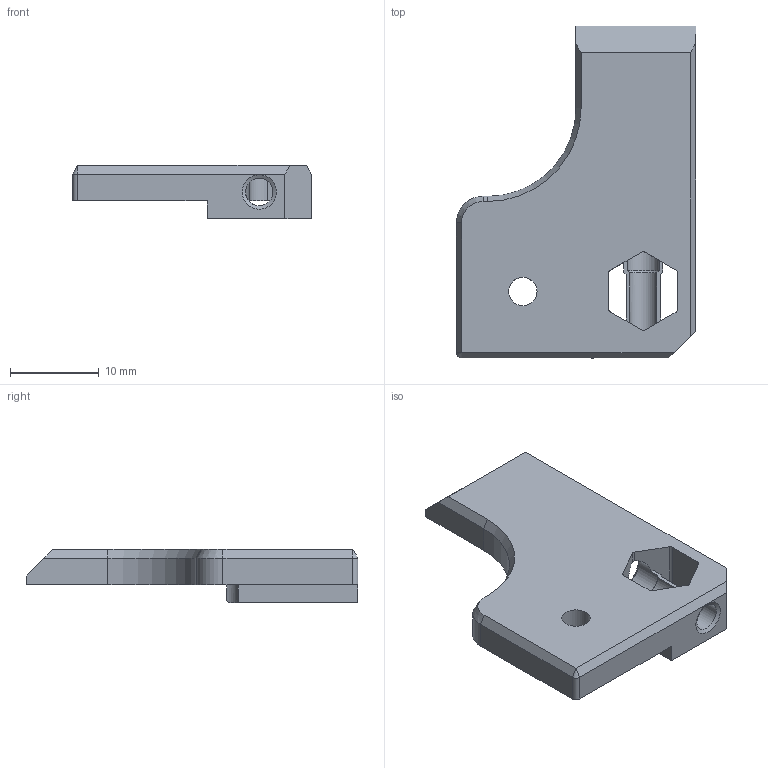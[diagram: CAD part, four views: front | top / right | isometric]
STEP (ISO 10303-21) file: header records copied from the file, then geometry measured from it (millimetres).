
FILE_DESCRIPTION(/* description */ (''),/* implementation_level */ '2;1');
FILE_NAME(/* name */ 'Hexy_Stealth_Thermistor_Mount.stp',/* time_stamp */ '2025-03-24T17:55:19+08:00',/* author */ (''),/* organization */ (''),/* preprocessor_version */ 'ST-DEVELOPER v19.4',/* originating_system */ 'SIEMENS PLM Software NX2306.3001',/* authorisation */ '');
FILE_SCHEMA (('AUTOMOTIVE_DESIGN { 1 0 10303 214 3 1 1 1 }'));
Length unit declared in the file: millimetre
Products named in the file (1): Hexy_Stealth_Thermistor_Mount_objects
Bounding box: 27 x 37.5 x 6 mm (x, y, z)
Volume: 2396.9 mm3; surface area: 2418.9 mm2
Topology: 1 solids, 1 shells, 78 faces, 223 edges, 140 vertices
Faces by surface type: plane 42, cylinder 22, cone 14
Full cylindrical faces by diameter (mm): 3.1 x1, 3.2 x1, 3.6 x1
Entity records: 2552 total; most frequent: CARTESIAN_POINT 469, ORIENTED_EDGE 430, DIRECTION 429, EDGE_CURVE 215, LINE 147, VECTOR 147, AXIS2_PLACEMENT_3D 141, VERTEX_POINT 139
